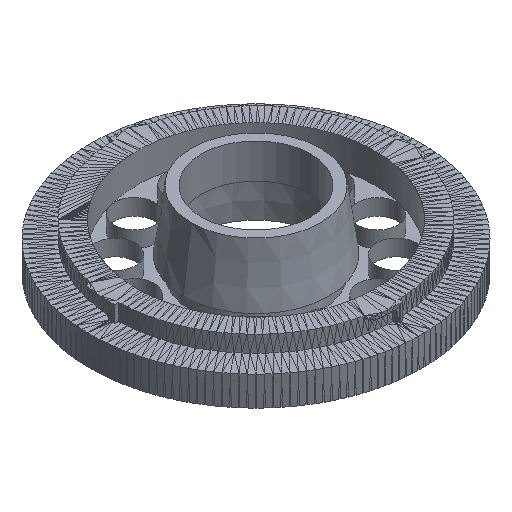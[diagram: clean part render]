
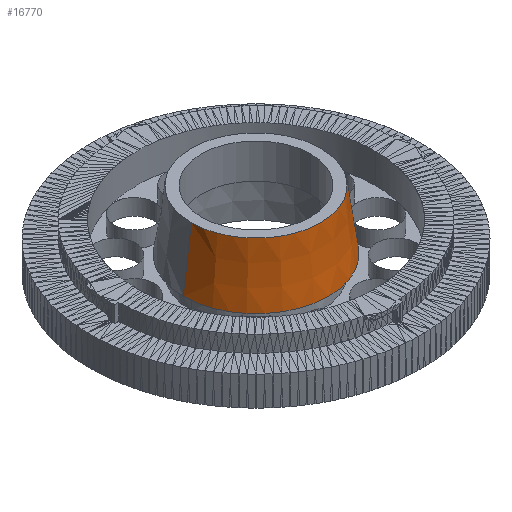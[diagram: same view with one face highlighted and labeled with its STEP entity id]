
A CAD part, isometric view. The second image highlights one B-rep face of the part: STEP entity #16770.
In plain terms, the highlighted conical face has half-angle 7.907 degrees and reference radius 22 mm.
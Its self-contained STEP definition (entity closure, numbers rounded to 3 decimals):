
#1150 = ORIENTED_EDGE ( 'NONE', *, *, #7964, .F. ) ;
#1518 = AXIS2_PLACEMENT_3D ( 'NONE', #16650, #27315, #16465 ) ;
#4543 = CARTESIAN_POINT ( 'NONE',  ( -19.5, 0., 18. ) ) ;
#5372 = CIRCLE ( 'NONE', #12042, 19.5 ) ;
#6516 = EDGE_CURVE ( 'NONE', #11172, #17762, #28408, .T. ) ;
#7192 = CARTESIAN_POINT ( 'NONE',  ( 0., 0., 18. ) ) ;
#7964 = EDGE_CURVE ( 'NONE', #16115, #33012, #28012, .T. ) ;
#7982 = ORIENTED_EDGE ( 'NONE', *, *, #14408, .F. ) ;
#8960 = DIRECTION ( 'NONE',  ( 0.138, 0., -0.99 ) ) ;
#10049 = VECTOR ( 'NONE', #20363, 1000. ) ;
#10310 = CIRCLE ( 'NONE', #11426, 22. ) ;
#11172 = VERTEX_POINT ( 'NONE', #4543 ) ;
#11426 = AXIS2_PLACEMENT_3D ( 'NONE', #22378, #19932, #33010 ) ;
#11589 = CARTESIAN_POINT ( 'NONE',  ( 22., 0., 0. ) ) ;
#12042 = AXIS2_PLACEMENT_3D ( 'NONE', #7192, #23267, #15392 ) ;
#12395 = EDGE_CURVE ( 'NONE', #16115, #11172, #5372, .T. ) ;
#14094 = VECTOR ( 'NONE', #8960, 1000. ) ;
#14408 = EDGE_CURVE ( 'NONE', #33012, #17762, #10310, .T. ) ;
#14551 = ORIENTED_EDGE ( 'NONE', *, *, #12395, .T. ) ;
#15392 = DIRECTION ( 'NONE',  ( -1., 0., 0. ) ) ;
#15647 = EDGE_LOOP ( 'NONE', ( #1150, #14551, #20050, #7982 ) ) ;
#16115 = VERTEX_POINT ( 'NONE', #20420 ) ;
#16465 = DIRECTION ( 'NONE',  ( -1., 0., 0. ) ) ;
#16650 = CARTESIAN_POINT ( 'NONE',  ( 0., 0., 0. ) ) ;
#16770 = ADVANCED_FACE ( 'NONE', ( #19265 ), #31677, .T. ) ;
#17762 = VERTEX_POINT ( 'NONE', #25987 ) ;
#19265 = FACE_OUTER_BOUND ( 'NONE', #15647, .T. ) ;
#19932 = DIRECTION ( 'NONE',  ( 0., 0., -1. ) ) ;
#20050 = ORIENTED_EDGE ( 'NONE', *, *, #6516, .T. ) ;
#20363 = DIRECTION ( 'NONE',  ( -0.138, 0., -0.99 ) ) ;
#20420 = CARTESIAN_POINT ( 'NONE',  ( 19.5, 0., 18. ) ) ;
#22378 = CARTESIAN_POINT ( 'NONE',  ( 0., 0., 0. ) ) ;
#23267 = DIRECTION ( 'NONE',  ( 0., 0., -1. ) ) ;
#25987 = CARTESIAN_POINT ( 'NONE',  ( -22., 0., 0. ) ) ;
#27315 = DIRECTION ( 'NONE',  ( 0., 0., -1. ) ) ;
#28012 = LINE ( 'NONE', #11589, #14094 ) ;
#28408 = LINE ( 'NONE', #32931, #10049 ) ;
#31677 = CONICAL_SURFACE ( 'NONE', #1518, 22., 0.138 ) ;
#32931 = CARTESIAN_POINT ( 'NONE',  ( -22., 0., 0. ) ) ;
#33010 = DIRECTION ( 'NONE',  ( -1., 0., 0. ) ) ;
#33012 = VERTEX_POINT ( 'NONE', #33596 ) ;
#33596 = CARTESIAN_POINT ( 'NONE',  ( 22., 0., 0. ) ) ;
